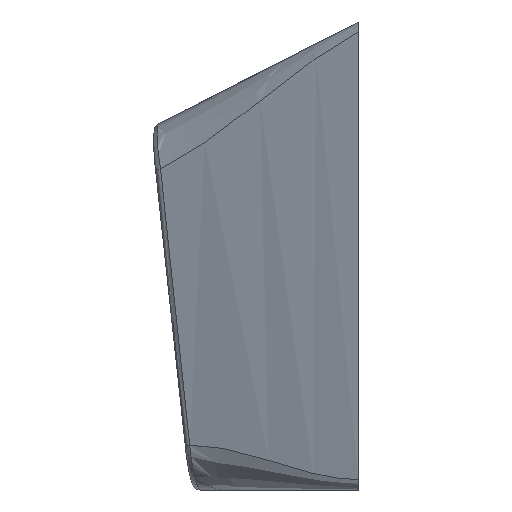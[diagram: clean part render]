
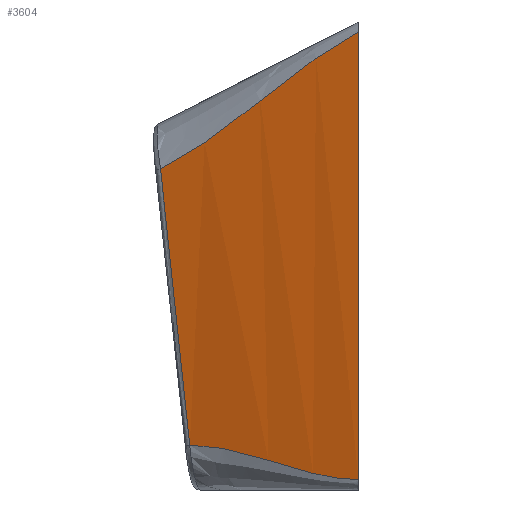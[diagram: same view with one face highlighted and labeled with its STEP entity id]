
A CAD part, left-side view. The second image highlights one B-rep face of the part: STEP entity #3604.
In plain terms, the highlighted free-form (B-spline) face has degree [3, 1] with [6, 2] control points.
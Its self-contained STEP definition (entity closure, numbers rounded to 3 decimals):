
#3383=VERTEX_POINT('',#3384);
#3384=CARTESIAN_POINT('',(0.0,0.0,-0.378));
#3396=EDGE_CURVE('',#3383,#3397,#3399,.F.);
#3397=VERTEX_POINT('',#3398);
#3398=CARTESIAN_POINT('',(0.0,0.0,-17.6));
#3399=LINE('',#3400,#3401);
#3400=CARTESIAN_POINT('',(0.0,0.0,0.0));
#3401=VECTOR('',#3402,1.0);
#3402=DIRECTION('',(0.0,0.0,1.0));
#3604=ADVANCED_FACE('',(#3605),#3720,.F.);
#3605=FACE_BOUND('',#3606,.T.);
#3606=EDGE_LOOP('',(#3607,#3653,#3668,#3719));
#3607=ORIENTED_EDGE('',*,*,#3608,.T.);
#3608=EDGE_CURVE('',#3383,#3609,#3611,.T.);
#3609=VERTEX_POINT('',#3610);
#3610=CARTESIAN_POINT('',(2.921,7.613,-5.653));
#3611=B_SPLINE_CURVE_WITH_KNOTS('',4,(#3612,#3613,#3614,#3615,#3616,#3617,#3618,#3619,#3620,#3621,#3622,#3623,#3624,#3625,#3626,#3627,#3628,#3629,#3630,#3631,#3632,#3633,#3634,#3635,#3636,#3637,#3638,#3639,#3640,#3641,#3642,#3643,#3644,#3645,#3646,#3647,#3648,#3649,#3650,#3651,#3652),.UNSPECIFIED.,.F.,.U.,(5,4,4,4,4,4,4,4,4,4,5),(0.0,0.125,0.25,0.375,0.5,0.625,0.75,0.875,0.938,0.969,0.977),.UNSPECIFIED.);
#3612=CARTESIAN_POINT('',(0.,0.,-0.378));
#3613=CARTESIAN_POINT('',(0.093,0.248,-0.509));
#3614=CARTESIAN_POINT('',(0.188,0.499,-0.652));
#3615=CARTESIAN_POINT('',(0.284,0.754,-0.807));
#3616=CARTESIAN_POINT('',(0.382,1.013,-0.974));
#3617=CARTESIAN_POINT('',(0.47,1.247,-1.124));
#3618=CARTESIAN_POINT('',(0.561,1.488,-1.287));
#3619=CARTESIAN_POINT('',(0.655,1.736,-1.462));
#3620=CARTESIAN_POINT('',(0.751,1.99,-1.647));
#3621=CARTESIAN_POINT('',(0.834,2.208,-1.806));
#3622=CARTESIAN_POINT('',(0.922,2.439,-1.98));
#3623=CARTESIAN_POINT('',(1.016,2.685,-2.169));
#3624=CARTESIAN_POINT('',(1.115,2.945,-2.372));
#3625=CARTESIAN_POINT('',(1.182,3.119,-2.508));
#3626=CARTESIAN_POINT('',(1.264,3.334,-2.678));
#3627=CARTESIAN_POINT('',(1.363,3.591,-2.883));
#3628=CARTESIAN_POINT('',(1.478,3.889,-3.119));
#3629=CARTESIAN_POINT('',(1.609,4.229,-3.388));
#3630=CARTESIAN_POINT('',(1.713,4.499,-3.6));
#3631=CARTESIAN_POINT('',(1.792,4.702,-3.757));
#3632=CARTESIAN_POINT('',(1.844,4.837,-3.86));
#3633=CARTESIAN_POINT('',(1.948,5.106,-4.065));
#3634=CARTESIAN_POINT('',(2.045,5.356,-4.25));
#3635=CARTESIAN_POINT('',(2.135,5.587,-4.417));
#3636=CARTESIAN_POINT('',(2.218,5.8,-4.565));
#3637=CARTESIAN_POINT('',(2.32,6.063,-4.748));
#3638=CARTESIAN_POINT('',(2.419,6.316,-4.915));
#3639=CARTESIAN_POINT('',(2.513,6.559,-5.067));
#3640=CARTESIAN_POINT('',(2.603,6.791,-5.204));
#3641=CARTESIAN_POINT('',(2.651,6.916,-5.278));
#3642=CARTESIAN_POINT('',(2.7,7.042,-5.35));
#3643=CARTESIAN_POINT('',(2.75,7.171,-5.421));
#3644=CARTESIAN_POINT('',(2.8,7.302,-5.49));
#3645=CARTESIAN_POINT('',(2.815,7.339,-5.51));
#3646=CARTESIAN_POINT('',(2.836,7.395,-5.539));
#3647=CARTESIAN_POINT('',(2.865,7.469,-5.578));
#3648=CARTESIAN_POINT('',(2.9,7.56,-5.625));
#3649=CARTESIAN_POINT('',(2.905,7.572,-5.631));
#3650=CARTESIAN_POINT('',(2.91,7.585,-5.638));
#3651=CARTESIAN_POINT('',(2.915,7.599,-5.645));
#3652=CARTESIAN_POINT('',(2.921,7.613,-5.653));
#3653=ORIENTED_EDGE('',*,*,#3654,.T.);
#3654=EDGE_CURVE('',#3609,#3655,#3657,.T.);
#3655=VERTEX_POINT('',#3656);
#3656=CARTESIAN_POINT('',(2.912,6.489,-16.276));
#3657=B_SPLINE_CURVE_WITH_KNOTS('',3,(#3658,#3659,#3660,#3661,#3662,#3663,#3664,#3665,#3666,#3667),.UNSPECIFIED.,.F.,.U.,(4,2,2,2,4),(-4.745,0.,5.938,10.683,15.427),.UNSPECIFIED.);
#3658=CARTESIAN_POINT('',(2.924,8.114,-0.935));
#3659=CARTESIAN_POINT('',(2.923,7.947,-2.507));
#3660=CARTESIAN_POINT('',(2.922,7.78,-4.08));
#3661=CARTESIAN_POINT('',(2.919,7.404,-7.621));
#3662=CARTESIAN_POINT('',(2.918,7.196,-9.589));
#3663=CARTESIAN_POINT('',(2.915,6.821,-13.13));
#3664=CARTESIAN_POINT('',(2.914,6.655,-14.703));
#3665=CARTESIAN_POINT('',(2.911,6.323,-17.849));
#3666=CARTESIAN_POINT('',(2.91,6.157,-19.422));
#3667=CARTESIAN_POINT('',(2.909,5.992,-20.995));
#3668=ORIENTED_EDGE('',*,*,#3669,.T.);
#3669=EDGE_CURVE('',#3655,#3397,#3670,.T.);
#3670=B_SPLINE_CURVE_WITH_KNOTS('',4,(#3671,#3672,#3673,#3674,#3675,#3676,#3677,#3678,#3679,#3680,#3681,#3682,#3683,#3684,#3685,#3686,#3687,#3688,#3689,#3690,#3691,#3692,#3693,#3694,#3695,#3696,#3697,#3698,#3699,#3700,#3701,#3702,#3703,#3704,#3705,#3706,#3707,#3708,#3709,#3710,#3711,#3712,#3713,#3714,#3715,#3716,#3717,#3718),.UNSPECIFIED.,.F.,.U.,(5,4,4,4,4,4,4,4,3,4,4,4,5),(0.027,0.031,0.063,0.125,0.25,0.375,0.438,0.5,0.505,0.625,0.75,0.875,1.0),.UNSPECIFIED.);
#3671=CARTESIAN_POINT('',(2.912,6.489,-16.276));
#3672=CARTESIAN_POINT('',(2.911,6.485,-16.276));
#3673=CARTESIAN_POINT('',(2.909,6.482,-16.276));
#3674=CARTESIAN_POINT('',(2.908,6.479,-16.276));
#3675=CARTESIAN_POINT('',(2.907,6.476,-16.276));
#3676=CARTESIAN_POINT('',(2.883,6.424,-16.276));
#3677=CARTESIAN_POINT('',(2.86,6.372,-16.276));
#3678=CARTESIAN_POINT('',(2.837,6.319,-16.277));
#3679=CARTESIAN_POINT('',(2.813,6.267,-16.279));
#3680=CARTESIAN_POINT('',(2.769,6.166,-16.282));
#3681=CARTESIAN_POINT('',(2.723,6.062,-16.288));
#3682=CARTESIAN_POINT('',(2.676,5.956,-16.297));
#3683=CARTESIAN_POINT('',(2.628,5.848,-16.308));
#3684=CARTESIAN_POINT('',(2.544,5.657,-16.327));
#3685=CARTESIAN_POINT('',(2.454,5.454,-16.356));
#3686=CARTESIAN_POINT('',(2.359,5.239,-16.393));
#3687=CARTESIAN_POINT('',(2.259,5.011,-16.441));
#3688=CARTESIAN_POINT('',(2.181,4.837,-16.478));
#3689=CARTESIAN_POINT('',(2.094,4.639,-16.525));
#3690=CARTESIAN_POINT('',(1.997,4.418,-16.581));
#3691=CARTESIAN_POINT('',(1.889,4.176,-16.649));
#3692=CARTESIAN_POINT('',(1.854,4.097,-16.671));
#3693=CARTESIAN_POINT('',(1.812,4.002,-16.698));
#3694=CARTESIAN_POINT('',(1.762,3.888,-16.731));
#3695=CARTESIAN_POINT('',(1.704,3.758,-16.77));
#3696=CARTESIAN_POINT('',(1.633,3.599,-16.818));
#3697=CARTESIAN_POINT('',(1.578,3.477,-16.855));
#3698=CARTESIAN_POINT('',(1.54,3.39,-16.882));
#3699=CARTESIAN_POINT('',(1.517,3.34,-16.897));
#3700=CARTESIAN_POINT('',(1.513,3.33,-16.9));
#3701=CARTESIAN_POINT('',(1.509,3.321,-16.903));
#3702=CARTESIAN_POINT('',(1.504,3.311,-16.906));
#3703=CARTESIAN_POINT('',(1.396,3.068,-16.981));
#3704=CARTESIAN_POINT('',(1.302,2.858,-17.046));
#3705=CARTESIAN_POINT('',(1.217,2.671,-17.103));
#3706=CARTESIAN_POINT('',(1.143,2.505,-17.152));
#3707=CARTESIAN_POINT('',(1.041,2.28,-17.218));
#3708=CARTESIAN_POINT('',(0.944,2.066,-17.278));
#3709=CARTESIAN_POINT('',(0.852,1.863,-17.332));
#3710=CARTESIAN_POINT('',(0.764,1.67,-17.378));
#3711=CARTESIAN_POINT('',(0.665,1.451,-17.43));
#3712=CARTESIAN_POINT('',(0.568,1.239,-17.475));
#3713=CARTESIAN_POINT('',(0.474,1.033,-17.511));
#3714=CARTESIAN_POINT('',(0.383,0.835,-17.539));
#3715=CARTESIAN_POINT('',(0.286,0.623,-17.569));
#3716=CARTESIAN_POINT('',(0.19,0.413,-17.589));
#3717=CARTESIAN_POINT('',(0.095,0.206,-17.6));
#3718=CARTESIAN_POINT('',(0.,0.,-17.6));
#3719=ORIENTED_EDGE('',*,*,#3396,.F.);
#3720=B_SPLINE_SURFACE_WITH_KNOTS('',3,1,((#3721,#3722),(#3723,#3724),(#3725,#3726),(#3727,#3728),(#3729,#3730),(#3731,#3732)),.UNSPECIFIED.,.F.,.F.,.U.,(4,2,4),(2,2),(0.0,0.5,1.0),(0.0,1.0),.UNSPECIFIED.);
#3721=CARTESIAN_POINT('',(3.0,8.0,-4.081));
#3722=CARTESIAN_POINT('',(3.0,6.5,-18.0));
#3723=CARTESIAN_POINT('',(2.5,6.667,-3.4));
#3724=CARTESIAN_POINT('',(2.5,5.417,-18.0));
#3725=CARTESIAN_POINT('',(2.0,5.333,-2.72));
#3726=CARTESIAN_POINT('',(2.0,4.333,-18.0));
#3727=CARTESIAN_POINT('',(1.0,2.667,-1.36));
#3728=CARTESIAN_POINT('',(1.0,2.167,-18.0));
#3729=CARTESIAN_POINT('',(0.5,1.333,-0.68));
#3730=CARTESIAN_POINT('',(0.5,1.083,-18.0));
#3731=CARTESIAN_POINT('',(0.0,0.0,0.0));
#3732=CARTESIAN_POINT('',(0.0,0.0,-18.0));
